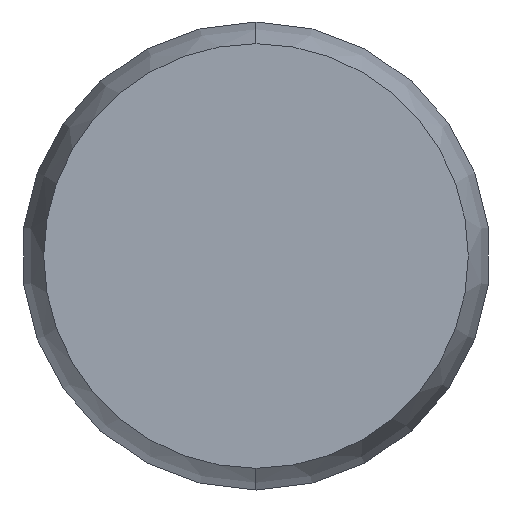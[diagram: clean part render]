
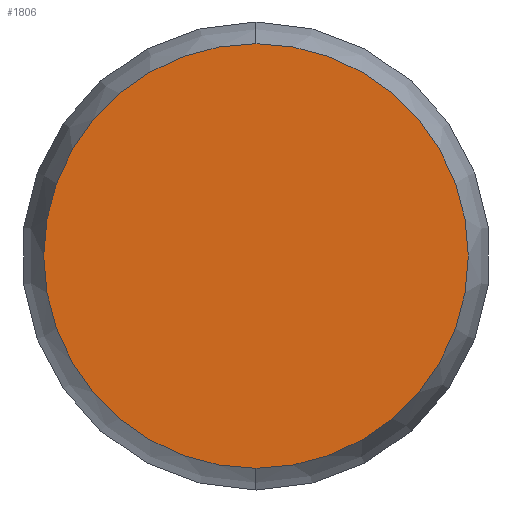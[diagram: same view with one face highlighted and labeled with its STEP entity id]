
A CAD part, left-side view. The second image highlights one B-rep face of the part: STEP entity #1806.
In plain terms, the highlighted planar face has unit normal (-1, 0, 0).
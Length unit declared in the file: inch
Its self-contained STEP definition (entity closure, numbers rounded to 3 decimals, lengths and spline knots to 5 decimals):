
#74 = AXIS2_PLACEMENT_3D ( 'NONE', #164, #1493, #2457 ) ;
#164 = CARTESIAN_POINT ( 'NONE',  ( 0., 0., 0. ) ) ;
#190 = DIRECTION ( 'NONE',  ( -1., 0., 0. ) ) ;
#385 = DIRECTION ( 'NONE',  ( 0., 0., 1. ) ) ;
#455 = CARTESIAN_POINT ( 'NONE',  ( 0., 0., -0.01875 ) ) ;
#516 = ORIENTED_EDGE ( 'NONE', *, *, #2367, .T. ) ;
#626 = CARTESIAN_POINT ( 'NONE',  ( 0., 0.01595, 0. ) ) ;
#653 = AXIS2_PLACEMENT_3D ( 'NONE', #626, #1585, #1785 ) ;
#1055 = CIRCLE ( 'NONE', #74, 0.01875 ) ;
#1064 = ORIENTED_EDGE ( 'NONE', *, *, #1578, .T. ) ;
#1361 = CARTESIAN_POINT ( 'NONE',  ( 0., 0., 0.01875 ) ) ;
#1398 = CIRCLE ( 'NONE', #2319, 0.01875 ) ;
#1493 = DIRECTION ( 'NONE',  ( -1., 0., 0. ) ) ;
#1578 = EDGE_CURVE ( 'NONE', #2443, #1801, #1398, .T. ) ;
#1585 = DIRECTION ( 'NONE',  ( 1., 0., 0. ) ) ;
#1768 = PLANE ( 'NONE',  #653 ) ;
#1785 = DIRECTION ( 'NONE',  ( 0., 0., -1. ) ) ;
#1801 = VERTEX_POINT ( 'NONE', #455 ) ;
#1806 = ADVANCED_FACE ( 'NONE', ( #2025 ), #1768, .F. ) ;
#2025 = FACE_OUTER_BOUND ( 'NONE', #2396, .T. ) ;
#2112 = CARTESIAN_POINT ( 'NONE',  ( 0., 0., 0. ) ) ;
#2319 = AXIS2_PLACEMENT_3D ( 'NONE', #2112, #190, #385 ) ;
#2367 = EDGE_CURVE ( 'NONE', #1801, #2443, #1055, .T. ) ;
#2396 = EDGE_LOOP ( 'NONE', ( #1064, #516 ) ) ;
#2443 = VERTEX_POINT ( 'NONE', #1361 ) ;
#2457 = DIRECTION ( 'NONE',  ( 0., 0., 1. ) ) ;
